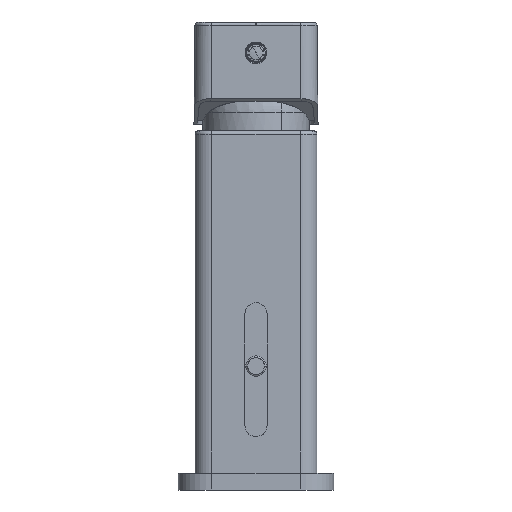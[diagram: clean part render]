
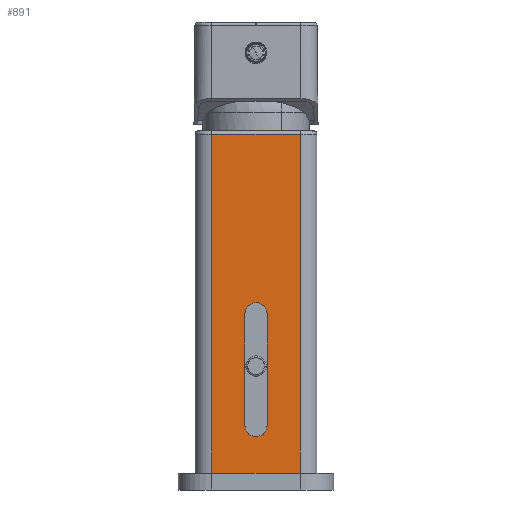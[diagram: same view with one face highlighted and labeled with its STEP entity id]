
A CAD part, front view. The second image highlights one B-rep face of the part: STEP entity #891.
In plain terms, the highlighted planar face has unit normal (0, -1, 0).
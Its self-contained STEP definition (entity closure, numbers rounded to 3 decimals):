
#766=CARTESIAN_POINT('Axis2P3D Location',(0.,-18.,0.)) ;
#771=CARTESIAN_POINT('Line Origine',(-13.,-18.,50.)) ;
#775=CARTESIAN_POINT('Vertex',(-13.,-18.,0.)) ;
#777=CARTESIAN_POINT('Vertex',(-13.,-18.,100.)) ;
#780=CARTESIAN_POINT('Line Origine',(0.,-18.,0.)) ;
#784=CARTESIAN_POINT('Vertex',(13.,-18.,0.)) ;
#787=CARTESIAN_POINT('Line Origine',(13.,-18.,50.)) ;
#791=CARTESIAN_POINT('Vertex',(13.,-18.,100.)) ;
#794=CARTESIAN_POINT('Line Origine',(0.,-18.,100.)) ;
#805=CARTESIAN_POINT('Line Origine',(3.25,-18.,30.5)) ;
#809=CARTESIAN_POINT('Vertex',(3.25,-18.,14.)) ;
#811=CARTESIAN_POINT('Vertex',(3.25,-18.,47.)) ;
#815=CARTESIAN_POINT('Control Point',(0.,-18.,10.75)) ;
#816=CARTESIAN_POINT('Control Point',(0.353,-18.,10.75)) ;
#817=CARTESIAN_POINT('Control Point',(0.706,-18.,10.798)) ;
#818=CARTESIAN_POINT('Control Point',(1.051,-18.,10.894)) ;
#819=CARTESIAN_POINT('Control Point',(1.705,-18.,11.177)) ;
#820=CARTESIAN_POINT('Control Point',(2.26,-18.,11.624)) ;
#821=CARTESIAN_POINT('Control Point',(2.505,-18.,11.885)) ;
#822=CARTESIAN_POINT('Control Point',(2.897,-18.,12.434)) ;
#823=CARTESIAN_POINT('Control Point',(3.136,-18.,13.062)) ;
#824=CARTESIAN_POINT('Control Point',(3.212,-18.,13.371)) ;
#825=CARTESIAN_POINT('Control Point',(3.25,-18.,13.685)) ;
#826=CARTESIAN_POINT('Control Point',(3.25,-18.,14.)) ;
#827=CARTESIAN_POINT('Vertex',(0.,-18.,10.75)) ;
#831=CARTESIAN_POINT('Control Point',(-3.25,-18.,14.)) ;
#832=CARTESIAN_POINT('Control Point',(-3.25,-18.,13.647)) ;
#833=CARTESIAN_POINT('Control Point',(-3.202,-18.,13.294)) ;
#834=CARTESIAN_POINT('Control Point',(-3.106,-18.,12.949)) ;
#835=CARTESIAN_POINT('Control Point',(-2.823,-18.,12.295)) ;
#836=CARTESIAN_POINT('Control Point',(-2.376,-18.,11.74)) ;
#837=CARTESIAN_POINT('Control Point',(-2.115,-18.,11.495)) ;
#838=CARTESIAN_POINT('Control Point',(-1.566,-18.,11.103)) ;
#839=CARTESIAN_POINT('Control Point',(-0.938,-18.,10.864)) ;
#840=CARTESIAN_POINT('Control Point',(-0.629,-18.,10.788)) ;
#841=CARTESIAN_POINT('Control Point',(-0.315,-18.,10.75)) ;
#842=CARTESIAN_POINT('Control Point',(0.,-18.,10.75)) ;
#843=CARTESIAN_POINT('Vertex',(-3.25,-18.,14.)) ;
#846=CARTESIAN_POINT('Line Origine',(-3.25,-18.,30.5)) ;
#850=CARTESIAN_POINT('Vertex',(-3.25,-18.,47.)) ;
#854=CARTESIAN_POINT('Control Point',(0.,-18.,50.25)) ;
#855=CARTESIAN_POINT('Control Point',(-0.353,-18.,50.25)) ;
#856=CARTESIAN_POINT('Control Point',(-0.706,-18.,50.202)) ;
#857=CARTESIAN_POINT('Control Point',(-1.051,-18.,50.106)) ;
#858=CARTESIAN_POINT('Control Point',(-1.705,-18.,49.823)) ;
#859=CARTESIAN_POINT('Control Point',(-2.26,-18.,49.376)) ;
#860=CARTESIAN_POINT('Control Point',(-2.505,-18.,49.115)) ;
#861=CARTESIAN_POINT('Control Point',(-2.897,-18.,48.566)) ;
#862=CARTESIAN_POINT('Control Point',(-3.136,-18.,47.938)) ;
#863=CARTESIAN_POINT('Control Point',(-3.212,-18.,47.629)) ;
#864=CARTESIAN_POINT('Control Point',(-3.25,-18.,47.315)) ;
#865=CARTESIAN_POINT('Control Point',(-3.25,-18.,47.)) ;
#866=CARTESIAN_POINT('Vertex',(0.,-18.,50.25)) ;
#870=CARTESIAN_POINT('Control Point',(3.25,-18.,47.)) ;
#871=CARTESIAN_POINT('Control Point',(3.25,-18.,47.353)) ;
#872=CARTESIAN_POINT('Control Point',(3.202,-18.,47.706)) ;
#873=CARTESIAN_POINT('Control Point',(3.106,-18.,48.051)) ;
#874=CARTESIAN_POINT('Control Point',(2.823,-18.,48.705)) ;
#875=CARTESIAN_POINT('Control Point',(2.376,-18.,49.26)) ;
#876=CARTESIAN_POINT('Control Point',(2.115,-18.,49.505)) ;
#877=CARTESIAN_POINT('Control Point',(1.566,-18.,49.897)) ;
#878=CARTESIAN_POINT('Control Point',(0.938,-18.,50.136)) ;
#879=CARTESIAN_POINT('Control Point',(0.629,-18.,50.212)) ;
#880=CARTESIAN_POINT('Control Point',(0.315,-18.,50.25)) ;
#881=CARTESIAN_POINT('Control Point',(0.,-18.,50.25)) ;
#773=VECTOR('Line Direction',#772,1.) ;
#782=VECTOR('Line Direction',#781,1.) ;
#789=VECTOR('Line Direction',#788,1.) ;
#796=VECTOR('Line Direction',#795,1.) ;
#807=VECTOR('Line Direction',#806,1.) ;
#848=VECTOR('Line Direction',#847,1.) ;
#767=DIRECTION('Axis2P3D Direction',(0.,-1.,0.)) ;
#768=DIRECTION('Axis2P3D XDirection',(1.,0.,0.)) ;
#772=DIRECTION('Vector Direction',(0.,0.,1.)) ;
#781=DIRECTION('Vector Direction',(-1.,0.,0.)) ;
#788=DIRECTION('Vector Direction',(0.,0.,-1.)) ;
#795=DIRECTION('Vector Direction',(1.,0.,0.)) ;
#806=DIRECTION('Vector Direction',(0.,0.,1.)) ;
#847=DIRECTION('Vector Direction',(0.,0.,-1.)) ;
#769=AXIS2_PLACEMENT_3D('Plane Axis2P3D',#766,#767,#768) ;
#774=LINE('Line',#771,#773) ;
#783=LINE('Line',#780,#782) ;
#790=LINE('Line',#787,#789) ;
#797=LINE('Line',#794,#796) ;
#808=LINE('Line',#805,#807) ;
#849=LINE('Line',#846,#848) ;
#770=PLANE('',#769) ;
#890=FACE_BOUND('',#883,.T.) ;
#779=EDGE_CURVE('',#776,#778,#774,.T.) ;
#786=EDGE_CURVE('',#785,#776,#783,.T.) ;
#793=EDGE_CURVE('',#792,#785,#790,.T.) ;
#798=EDGE_CURVE('',#778,#792,#797,.T.) ;
#813=EDGE_CURVE('',#810,#812,#808,.T.) ;
#829=EDGE_CURVE('',#828,#810,#814,.T.) ;
#845=EDGE_CURVE('',#844,#828,#830,.T.) ;
#852=EDGE_CURVE('',#851,#844,#849,.T.) ;
#868=EDGE_CURVE('',#867,#851,#853,.T.) ;
#882=EDGE_CURVE('',#812,#867,#869,.T.) ;
#800=ORIENTED_EDGE('',*,*,#779,.F.) ;
#801=ORIENTED_EDGE('',*,*,#786,.F.) ;
#802=ORIENTED_EDGE('',*,*,#793,.F.) ;
#803=ORIENTED_EDGE('',*,*,#798,.F.) ;
#884=ORIENTED_EDGE('',*,*,#813,.F.) ;
#885=ORIENTED_EDGE('',*,*,#829,.F.) ;
#886=ORIENTED_EDGE('',*,*,#845,.F.) ;
#887=ORIENTED_EDGE('',*,*,#852,.F.) ;
#888=ORIENTED_EDGE('',*,*,#868,.F.) ;
#889=ORIENTED_EDGE('',*,*,#882,.F.) ;
#799=EDGE_LOOP('',(#800,#801,#802,#803)) ;
#883=EDGE_LOOP('',(#884,#885,#886,#887,#888,#889)) ;
#776=VERTEX_POINT('',#775) ;
#778=VERTEX_POINT('',#777) ;
#785=VERTEX_POINT('',#784) ;
#792=VERTEX_POINT('',#791) ;
#810=VERTEX_POINT('',#809) ;
#812=VERTEX_POINT('',#811) ;
#828=VERTEX_POINT('',#827) ;
#844=VERTEX_POINT('',#843) ;
#851=VERTEX_POINT('',#850) ;
#867=VERTEX_POINT('',#866) ;
#891=ADVANCED_FACE('PartBody',(#804,#890),#770,.T.) ;
#814=B_SPLINE_CURVE_WITH_KNOTS('',5,(#815,#816,#817,#818,#819,#820,#821,#822,#823,#824,#825,#826),.UNSPECIFIED.,.F.,.U.,(6,3,3,6),(0.,2.564,5.131,7.415),.UNSPECIFIED.) ;
#830=B_SPLINE_CURVE_WITH_KNOTS('',5,(#831,#832,#833,#834,#835,#836,#837,#838,#839,#840,#841,#842),.UNSPECIFIED.,.F.,.U.,(6,3,3,6),(0.,2.564,5.131,7.415),.UNSPECIFIED.) ;
#853=B_SPLINE_CURVE_WITH_KNOTS('',5,(#854,#855,#856,#857,#858,#859,#860,#861,#862,#863,#864,#865),.UNSPECIFIED.,.F.,.U.,(6,3,3,6),(0.,2.564,5.131,7.415),.UNSPECIFIED.) ;
#869=B_SPLINE_CURVE_WITH_KNOTS('',5,(#870,#871,#872,#873,#874,#875,#876,#877,#878,#879,#880,#881),.UNSPECIFIED.,.F.,.U.,(6,3,3,6),(0.,2.564,5.131,7.415),.UNSPECIFIED.) ;
#804=FACE_OUTER_BOUND('',#799,.T.) ;
